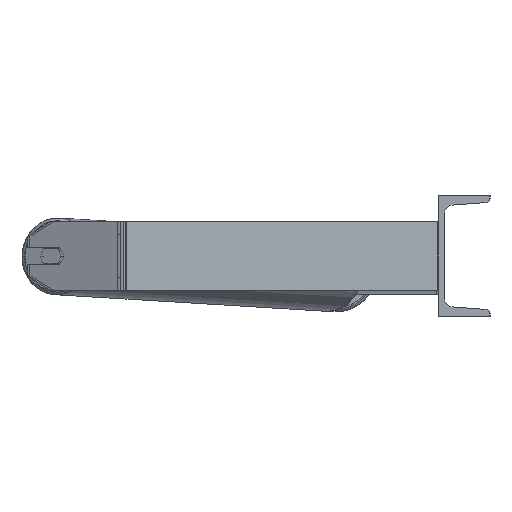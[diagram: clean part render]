
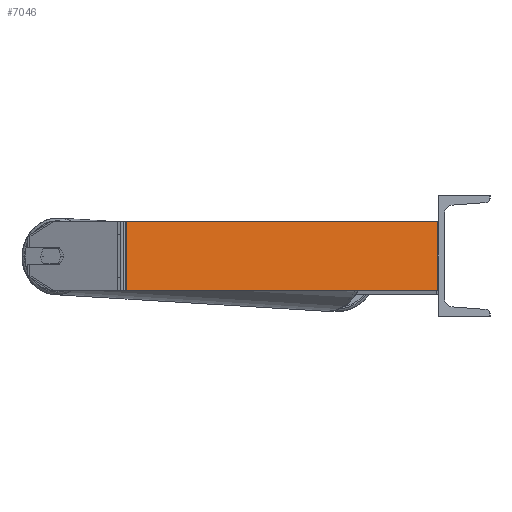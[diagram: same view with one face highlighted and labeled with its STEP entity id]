
A CAD part, left-side view. The second image highlights one B-rep face of the part: STEP entity #7046.
In plain terms, the highlighted planar face has unit normal (-0.985, -0.174, 0).
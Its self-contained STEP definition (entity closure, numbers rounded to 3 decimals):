
#103 = DIRECTION ( 'NONE',  ( 0., 0., -1. ) ) ;
#473 = VERTEX_POINT ( 'NONE', #2607 ) ;
#908 = DIRECTION ( 'NONE',  ( 0.174, -0.985, 0. ) ) ;
#1051 = VERTEX_POINT ( 'NONE', #5379 ) ;
#1213 = VECTOR ( 'NONE', #908, 1000. ) ;
#1798 = ORIENTED_EDGE ( 'NONE', *, *, #3022, .F. ) ;
#2150 = VERTEX_POINT ( 'NONE', #5624 ) ;
#2319 = CARTESIAN_POINT ( 'NONE',  ( -1148.74, 361.488, 40. ) ) ;
#2326 = ORIENTED_EDGE ( 'NONE', *, *, #5940, .F. ) ;
#2361 = ORIENTED_EDGE ( 'NONE', *, *, #4586, .T. ) ;
#2607 = CARTESIAN_POINT ( 'NONE',  ( -1085., 0., 40. ) ) ;
#2737 = PLANE ( 'NONE',  #8923 ) ;
#3022 = EDGE_CURVE ( 'NONE', #473, #1051, #6426, .T. ) ;
#3376 = CARTESIAN_POINT ( 'NONE',  ( -1149.616, 366.456, 40. ) ) ;
#3517 = FACE_OUTER_BOUND ( 'NONE', #8233, .T. ) ;
#3896 = VECTOR ( 'NONE', #5530, 1000. ) ;
#4128 = CARTESIAN_POINT ( 'NONE',  ( -1149.616, 366.456, 40. ) ) ;
#4586 = EDGE_CURVE ( 'NONE', #7118, #2150, #8205, .T. ) ;
#4823 = DIRECTION ( 'NONE',  ( 0.985, 0.174, 0. ) ) ;
#4826 = LINE ( 'NONE', #4128, #8934 ) ;
#5379 = CARTESIAN_POINT ( 'NONE',  ( -1085., 0., -40. ) ) ;
#5493 = VECTOR ( 'NONE', #103, 1000. ) ;
#5530 = DIRECTION ( 'NONE',  ( 0., 0., -1. ) ) ;
#5624 = CARTESIAN_POINT ( 'NONE',  ( -1148.74, 361.488, -40. ) ) ;
#5770 = CARTESIAN_POINT ( 'NONE',  ( -1085., 0., 40. ) ) ;
#5777 = CARTESIAN_POINT ( 'NONE',  ( -1149.616, 366.456, -40. ) ) ;
#5940 = EDGE_CURVE ( 'NONE', #7118, #473, #4826, .T. ) ;
#6215 = CARTESIAN_POINT ( 'NONE',  ( -1148.74, 361.488, 40. ) ) ;
#6426 = LINE ( 'NONE', #5770, #5493 ) ;
#7046 = ADVANCED_FACE ( 'NONE', ( #3517 ), #2737, .F. ) ;
#7095 = ORIENTED_EDGE ( 'NONE', *, *, #8296, .T. ) ;
#7118 = VERTEX_POINT ( 'NONE', #2319 ) ;
#7155 = LINE ( 'NONE', #5777, #1213 ) ;
#8205 = LINE ( 'NONE', #6215, #3896 ) ;
#8233 = EDGE_LOOP ( 'NONE', ( #7095, #1798, #2326, #2361 ) ) ;
#8296 = EDGE_CURVE ( 'NONE', #2150, #1051, #7155, .T. ) ;
#8381 = DIRECTION ( 'NONE',  ( -0.174, 0.985, 0. ) ) ;
#8923 = AXIS2_PLACEMENT_3D ( 'NONE', #3376, #4823, #8381 ) ;
#8934 = VECTOR ( 'NONE', #9074, 1000. ) ;
#9074 = DIRECTION ( 'NONE',  ( 0.174, -0.985, 0. ) ) ;
